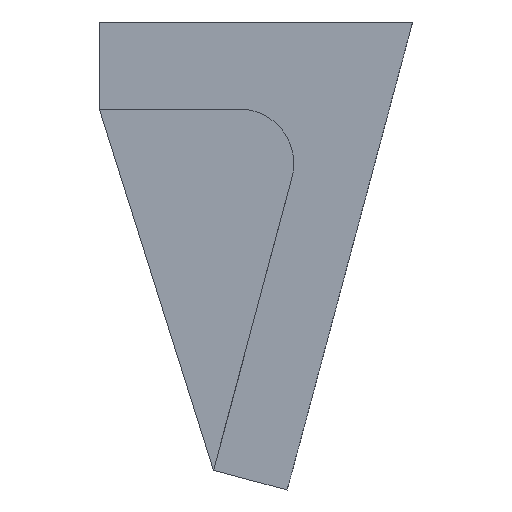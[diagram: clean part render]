
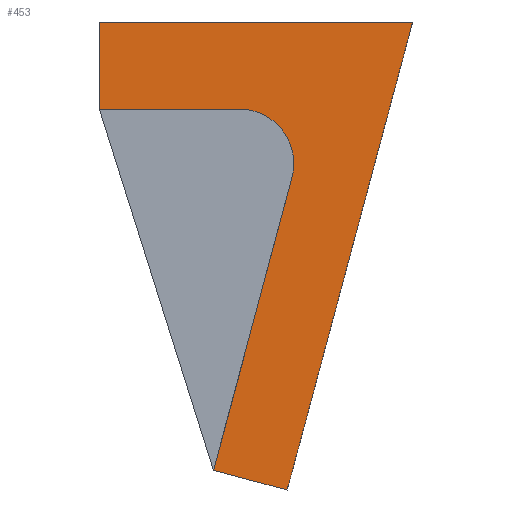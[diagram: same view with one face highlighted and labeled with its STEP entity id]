
A CAD part, left-side view. The second image highlights one B-rep face of the part: STEP entity #453.
In plain terms, the highlighted planar face has unit normal (-1, 0, 0).
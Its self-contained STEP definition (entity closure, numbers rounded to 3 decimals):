
#43 = CARTESIAN_POINT ( 'NONE',  ( -52., 12.308, -66.294 ) ) ;
#55 = CARTESIAN_POINT ( 'NONE',  ( -52., 12.753, -95. ) ) ;
#136 = AXIS2_PLACEMENT_3D ( 'NONE', #617, #734, #1060 ) ;
#162 = VERTEX_POINT ( 'NONE', #1319 ) ;
#198 = CARTESIAN_POINT ( 'NONE',  ( -52., 12.753, -95. ) ) ;
#202 = VERTEX_POINT ( 'NONE', #437 ) ;
#235 = CARTESIAN_POINT ( 'NONE',  ( -52., 12.753, -95. ) ) ;
#244 = DIRECTION ( 'NONE',  ( -1., 0., 0. ) ) ;
#278 = ORIENTED_EDGE ( 'NONE', *, *, #1275, .T. ) ;
#325 = VERTEX_POINT ( 'NONE', #1324 ) ;
#328 = ORIENTED_EDGE ( 'NONE', *, *, #1361, .T. ) ;
#399 = VECTOR ( 'NONE', #561, 1000. ) ;
#418 = DIRECTION ( 'NONE',  ( 0., -1., 0. ) ) ;
#433 = EDGE_CURVE ( 'NONE', #325, #162, #1099, .T. ) ;
#437 = CARTESIAN_POINT ( 'NONE',  ( -52., 19.515, -93.188 ) ) ;
#446 = CARTESIAN_POINT ( 'NONE',  ( -52., 12.308, -66.294 ) ) ;
#453 = ADVANCED_FACE ( 'NONE', ( #862 ), #1393, .T. ) ;
#469 = DIRECTION ( 'NONE',  ( 0., 0., 1. ) ) ;
#482 = LINE ( 'NONE', #43, #1023 ) ;
#533 = LINE ( 'NONE', #997, #735 ) ;
#561 = DIRECTION ( 'NONE',  ( 0., 0.259, -0.966 ) ) ;
#616 = EDGE_CURVE ( 'NONE', #857, #811, #1221, .T. ) ;
#617 = CARTESIAN_POINT ( 'NONE',  ( -52., 17.138, -65. ) ) ;
#648 = ORIENTED_EDGE ( 'NONE', *, *, #736, .F. ) ;
#662 = DIRECTION ( 'NONE',  ( 0., 0.966, 0.259 ) ) ;
#690 = ORIENTED_EDGE ( 'NONE', *, *, #433, .F. ) ;
#703 = EDGE_CURVE ( 'NONE', #162, #1345, #1168, .T. ) ;
#734 = DIRECTION ( 'NONE',  ( 1., 0., 0. ) ) ;
#735 = VECTOR ( 'NONE', #972, 1000. ) ;
#736 = EDGE_CURVE ( 'NONE', #1047, #325, #983, .T. ) ;
#750 = EDGE_LOOP ( 'NONE', ( #278, #918, #328, #1248, #1320, #690, #648 ) ) ;
#768 = CARTESIAN_POINT ( 'NONE',  ( -52., 17.3, -52. ) ) ;
#787 = AXIS2_PLACEMENT_3D ( 'NONE', #852, #244, #1316 ) ;
#811 = VERTEX_POINT ( 'NONE', #446 ) ;
#820 = EDGE_CURVE ( 'NONE', #1345, #202, #1201, .T. ) ;
#852 = CARTESIAN_POINT ( 'NONE',  ( -52., 0., 0. ) ) ;
#857 = VERTEX_POINT ( 'NONE', #1044 ) ;
#862 = FACE_OUTER_BOUND ( 'NONE', #750, .T. ) ;
#918 = ORIENTED_EDGE ( 'NONE', *, *, #616, .T. ) ;
#942 = CARTESIAN_POINT ( 'NONE',  ( -52., 30., -60. ) ) ;
#972 = DIRECTION ( 'NONE',  ( 0., -1., 0. ) ) ;
#983 = LINE ( 'NONE', #1314, #1400 ) ;
#997 = CARTESIAN_POINT ( 'NONE',  ( -52., 30., -60. ) ) ;
#1023 = VECTOR ( 'NONE', #1120, 1000. ) ;
#1044 = CARTESIAN_POINT ( 'NONE',  ( -52., 17.138, -60. ) ) ;
#1047 = VERTEX_POINT ( 'NONE', #942 ) ;
#1060 = DIRECTION ( 'NONE',  ( 0., 0., -1. ) ) ;
#1099 = LINE ( 'NONE', #768, #1244 ) ;
#1120 = DIRECTION ( 'NONE',  ( 0., 0.259, -0.966 ) ) ;
#1168 = LINE ( 'NONE', #198, #399 ) ;
#1201 = LINE ( 'NONE', #235, #1306 ) ;
#1221 = CIRCLE ( 'NONE', #136, 5. ) ;
#1244 = VECTOR ( 'NONE', #418, 1000. ) ;
#1248 = ORIENTED_EDGE ( 'NONE', *, *, #820, .F. ) ;
#1275 = EDGE_CURVE ( 'NONE', #1047, #857, #533, .T. ) ;
#1306 = VECTOR ( 'NONE', #662, 1000. ) ;
#1314 = CARTESIAN_POINT ( 'NONE',  ( -52., 30., 0. ) ) ;
#1316 = DIRECTION ( 'NONE',  ( 0., 0., 1. ) ) ;
#1319 = CARTESIAN_POINT ( 'NONE',  ( -52., 1.231, -52. ) ) ;
#1320 = ORIENTED_EDGE ( 'NONE', *, *, #703, .F. ) ;
#1324 = CARTESIAN_POINT ( 'NONE',  ( -52., 30., -52. ) ) ;
#1345 = VERTEX_POINT ( 'NONE', #55 ) ;
#1361 = EDGE_CURVE ( 'NONE', #811, #202, #482, .T. ) ;
#1393 = PLANE ( 'NONE',  #787 ) ;
#1400 = VECTOR ( 'NONE', #469, 1000. ) ;
